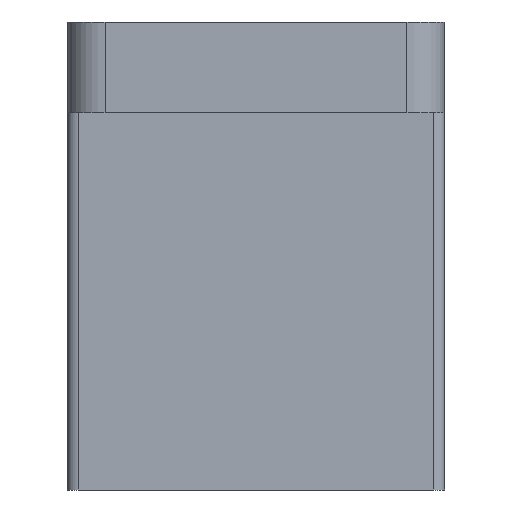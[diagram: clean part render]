
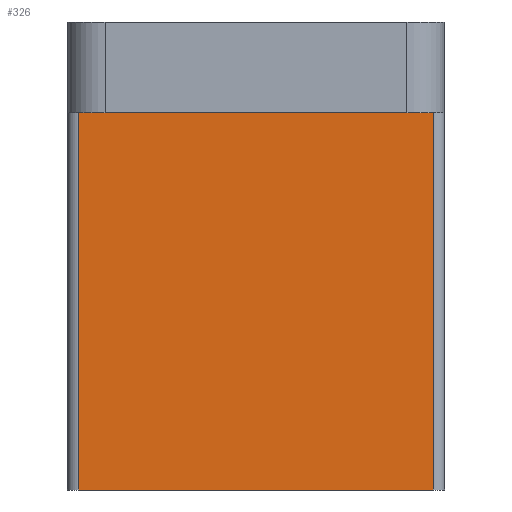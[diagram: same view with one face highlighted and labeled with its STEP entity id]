
A CAD part, front view. The second image highlights one B-rep face of the part: STEP entity #326.
In plain terms, the highlighted planar face has unit normal (0, -1, 0).
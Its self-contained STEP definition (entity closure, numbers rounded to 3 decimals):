
#15=PLANE('',#360);
#26=FACE_OUTER_BOUND('',#44,.T.);
#44=EDGE_LOOP('',(#225,#226,#227,#228));
#61=LINE('',#499,#93);
#63=LINE('',#505,#95);
#64=LINE('',#507,#96);
#65=LINE('',#508,#97);
#93=VECTOR('',#397,10.);
#95=VECTOR('',#403,10.);
#96=VECTOR('',#404,10.);
#97=VECTOR('',#405,10.);
#142=VERTEX_POINT('',#496);
#143=VERTEX_POINT('',#498);
#145=VERTEX_POINT('',#504);
#146=VERTEX_POINT('',#506);
#174=EDGE_CURVE('',#142,#143,#61,.T.);
#177=EDGE_CURVE('',#142,#145,#63,.T.);
#178=EDGE_CURVE('',#146,#145,#64,.T.);
#179=EDGE_CURVE('',#143,#146,#65,.T.);
#225=ORIENTED_EDGE('',*,*,#174,.F.);
#226=ORIENTED_EDGE('',*,*,#177,.T.);
#227=ORIENTED_EDGE('',*,*,#178,.F.);
#228=ORIENTED_EDGE('',*,*,#179,.F.);
#326=ADVANCED_FACE('',(#26),#15,.T.);
#360=AXIS2_PLACEMENT_3D('',#503,#401,#402);
#397=DIRECTION('',(0.,0.,1.));
#401=DIRECTION('center_axis',(0.,-1.,0.));
#402=DIRECTION('ref_axis',(1.,0.,0.));
#403=DIRECTION('',(1.,0.,0.));
#404=DIRECTION('',(0.,0.,-1.));
#405=DIRECTION('',(1.,0.,0.));
#496=CARTESIAN_POINT('',(0.15,0.,0.));
#498=CARTESIAN_POINT('',(0.15,0.,5.));
#499=CARTESIAN_POINT('',(0.15,0.,0.));
#503=CARTESIAN_POINT('Origin',(0.,0.,0.));
#504=CARTESIAN_POINT('',(4.85,0.,0.));
#505=CARTESIAN_POINT('',(0.,0.,0.));
#506=CARTESIAN_POINT('',(4.85,0.,5.));
#507=CARTESIAN_POINT('',(4.85,0.,0.));
#508=CARTESIAN_POINT('',(0.,0.,5.));
